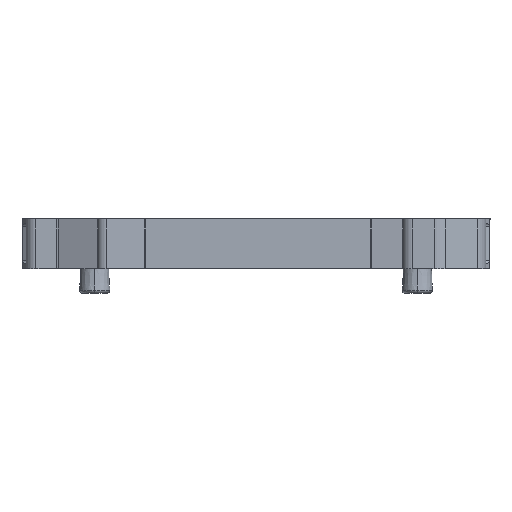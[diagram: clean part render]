
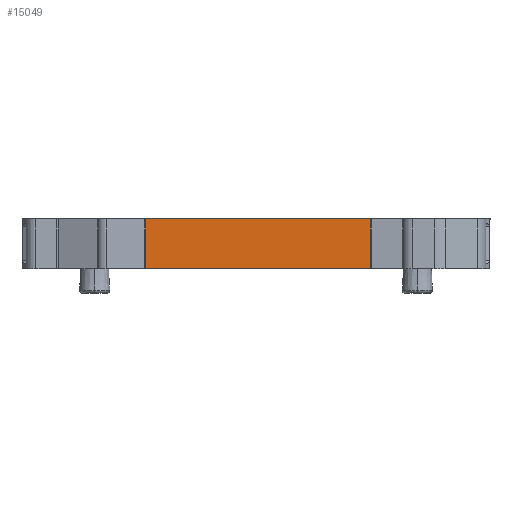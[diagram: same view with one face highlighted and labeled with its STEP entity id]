
A CAD part, front view. The second image highlights one B-rep face of the part: STEP entity #15049.
In plain terms, the highlighted planar face has unit normal (0, -1, 0).
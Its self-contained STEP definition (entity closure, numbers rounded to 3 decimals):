
#316 = PLANE('',#317);
#317 = AXIS2_PLACEMENT_3D('',#318,#319,#320);
#318 = CARTESIAN_POINT('',(0.,0.5,5.1));
#319 = DIRECTION('',(0.,0.,1.));
#320 = DIRECTION('',(1.,0.,0.));
#531 = PLANE('',#532);
#532 = AXIS2_PLACEMENT_3D('',#533,#534,#535);
#533 = CARTESIAN_POINT('',(0.,0.5,0.));
#534 = DIRECTION('',(0.,0.,1.));
#535 = DIRECTION('',(1.,0.,0.));
#4720 = VERTEX_POINT('',#4721);
#4721 = CARTESIAN_POINT('',(11.721,0.8,5.1));
#4736 = CYLINDRICAL_SURFACE('',#4737,1.);
#4737 = AXIS2_PLACEMENT_3D('',#4738,#4739,#4740);
#4738 = CARTESIAN_POINT('',(11.721,-0.2,5.1));
#4739 = DIRECTION('',(0.,0.,1.));
#4740 = DIRECTION('',(1.,0.,0.));
#4748 = EDGE_CURVE('',#4749,#4720,#4751,.T.);
#4749 = VERTEX_POINT('',#4750);
#4750 = CARTESIAN_POINT('',(-11.321,0.8,5.1));
#4751 = SURFACE_CURVE('',#4752,(#4756,#4763),.PCURVE_S1.);
#4752 = LINE('',#4753,#4754);
#4753 = CARTESIAN_POINT('',(-11.321,0.8,5.1));
#4754 = VECTOR('',#4755,1.);
#4755 = DIRECTION('',(1.,0.,0.));
#4756 = PCURVE('',#316,#4757);
#4757 = DEFINITIONAL_REPRESENTATION('',(#4758),#4762);
#4758 = LINE('',#4759,#4760);
#4759 = CARTESIAN_POINT('',(-11.321,0.3));
#4760 = VECTOR('',#4761,1.);
#4761 = DIRECTION('',(1.,0.));
#4762 = ( GEOMETRIC_REPRESENTATION_CONTEXT(2) 
PARAMETRIC_REPRESENTATION_CONTEXT() REPRESENTATION_CONTEXT('2D SPACE',''
  ) );
#4763 = PCURVE('',#4764,#4769);
#4764 = PLANE('',#4765);
#4765 = AXIS2_PLACEMENT_3D('',#4766,#4767,#4768);
#4766 = CARTESIAN_POINT('',(11.721,0.8,5.1));
#4767 = DIRECTION('',(0.,1.,0.));
#4768 = DIRECTION('',(-1.,0.,0.));
#4769 = DEFINITIONAL_REPRESENTATION('',(#4770),#4774);
#4770 = LINE('',#4771,#4772);
#4771 = CARTESIAN_POINT('',(23.042,0.));
#4772 = VECTOR('',#4773,1.);
#4773 = DIRECTION('',(-1.,0.));
#4774 = ( GEOMETRIC_REPRESENTATION_CONTEXT(2) 
PARAMETRIC_REPRESENTATION_CONTEXT() REPRESENTATION_CONTEXT('2D SPACE',''
  ) );
#4793 = CYLINDRICAL_SURFACE('',#4794,1.);
#4794 = AXIS2_PLACEMENT_3D('',#4795,#4796,#4797);
#4795 = CARTESIAN_POINT('',(-11.321,-0.2,5.1));
#4796 = DIRECTION('',(0.,0.,1.));
#4797 = DIRECTION('',(1.,0.,0.));
#7007 = VERTEX_POINT('',#7008);
#7008 = CARTESIAN_POINT('',(-11.321,0.8,0.));
#7030 = EDGE_CURVE('',#7031,#7007,#7033,.T.);
#7031 = VERTEX_POINT('',#7032);
#7032 = CARTESIAN_POINT('',(11.721,0.8,0.));
#7033 = SURFACE_CURVE('',#7034,(#7038,#7045),.PCURVE_S1.);
#7034 = LINE('',#7035,#7036);
#7035 = CARTESIAN_POINT('',(11.721,0.8,0.));
#7036 = VECTOR('',#7037,1.);
#7037 = DIRECTION('',(-1.,0.,0.));
#7038 = PCURVE('',#531,#7039);
#7039 = DEFINITIONAL_REPRESENTATION('',(#7040),#7044);
#7040 = LINE('',#7041,#7042);
#7041 = CARTESIAN_POINT('',(11.721,0.3));
#7042 = VECTOR('',#7043,1.);
#7043 = DIRECTION('',(-1.,0.));
#7044 = ( GEOMETRIC_REPRESENTATION_CONTEXT(2) 
PARAMETRIC_REPRESENTATION_CONTEXT() REPRESENTATION_CONTEXT('2D SPACE',''
  ) );
#7045 = PCURVE('',#4764,#7046);
#7046 = DEFINITIONAL_REPRESENTATION('',(#7047),#7051);
#7047 = LINE('',#7048,#7049);
#7048 = CARTESIAN_POINT('',(0.,-5.1));
#7049 = VECTOR('',#7050,1.);
#7050 = DIRECTION('',(1.,0.));
#7051 = ( GEOMETRIC_REPRESENTATION_CONTEXT(2) 
PARAMETRIC_REPRESENTATION_CONTEXT() REPRESENTATION_CONTEXT('2D SPACE',''
  ) );
#15029 = EDGE_CURVE('',#4720,#7031,#15030,.T.);
#15030 = SURFACE_CURVE('',#15031,(#15035,#15042),.PCURVE_S1.);
#15031 = LINE('',#15032,#15033);
#15032 = CARTESIAN_POINT('',(11.721,0.8,5.1));
#15033 = VECTOR('',#15034,1.);
#15034 = DIRECTION('',(0.,0.,-1.));
#15035 = PCURVE('',#4736,#15036);
#15036 = DEFINITIONAL_REPRESENTATION('',(#15037),#15041);
#15037 = LINE('',#15038,#15039);
#15038 = CARTESIAN_POINT('',(1.571,0.));
#15039 = VECTOR('',#15040,1.);
#15040 = DIRECTION('',(0.,-1.));
#15041 = ( GEOMETRIC_REPRESENTATION_CONTEXT(2) 
PARAMETRIC_REPRESENTATION_CONTEXT() REPRESENTATION_CONTEXT('2D SPACE',''
  ) );
#15042 = PCURVE('',#4764,#15043);
#15043 = DEFINITIONAL_REPRESENTATION('',(#15044),#15048);
#15044 = LINE('',#15045,#15046);
#15045 = CARTESIAN_POINT('',(0.,0.));
#15046 = VECTOR('',#15047,1.);
#15047 = DIRECTION('',(0.,-1.));
#15048 = ( GEOMETRIC_REPRESENTATION_CONTEXT(2) 
PARAMETRIC_REPRESENTATION_CONTEXT() REPRESENTATION_CONTEXT('2D SPACE',''
  ) );
#15049 = ADVANCED_FACE('',(#15050),#4764,.F.);
#15050 = FACE_BOUND('',#15051,.F.);
#15051 = EDGE_LOOP('',(#15052,#15053,#15074,#15075));
#15052 = ORIENTED_EDGE('',*,*,#7030,.T.);
#15053 = ORIENTED_EDGE('',*,*,#15054,.F.);
#15054 = EDGE_CURVE('',#4749,#7007,#15055,.T.);
#15055 = SURFACE_CURVE('',#15056,(#15060,#15067),.PCURVE_S1.);
#15056 = LINE('',#15057,#15058);
#15057 = CARTESIAN_POINT('',(-11.321,0.8,5.1));
#15058 = VECTOR('',#15059,1.);
#15059 = DIRECTION('',(0.,0.,-1.));
#15060 = PCURVE('',#4764,#15061);
#15061 = DEFINITIONAL_REPRESENTATION('',(#15062),#15066);
#15062 = LINE('',#15063,#15064);
#15063 = CARTESIAN_POINT('',(23.042,0.));
#15064 = VECTOR('',#15065,1.);
#15065 = DIRECTION('',(0.,-1.));
#15066 = ( GEOMETRIC_REPRESENTATION_CONTEXT(2) 
PARAMETRIC_REPRESENTATION_CONTEXT() REPRESENTATION_CONTEXT('2D SPACE',''
  ) );
#15067 = PCURVE('',#4793,#15068);
#15068 = DEFINITIONAL_REPRESENTATION('',(#15069),#15073);
#15069 = LINE('',#15070,#15071);
#15070 = CARTESIAN_POINT('',(1.571,0.));
#15071 = VECTOR('',#15072,1.);
#15072 = DIRECTION('',(0.,-1.));
#15073 = ( GEOMETRIC_REPRESENTATION_CONTEXT(2) 
PARAMETRIC_REPRESENTATION_CONTEXT() REPRESENTATION_CONTEXT('2D SPACE',''
  ) );
#15074 = ORIENTED_EDGE('',*,*,#4748,.T.);
#15075 = ORIENTED_EDGE('',*,*,#15029,.T.);
